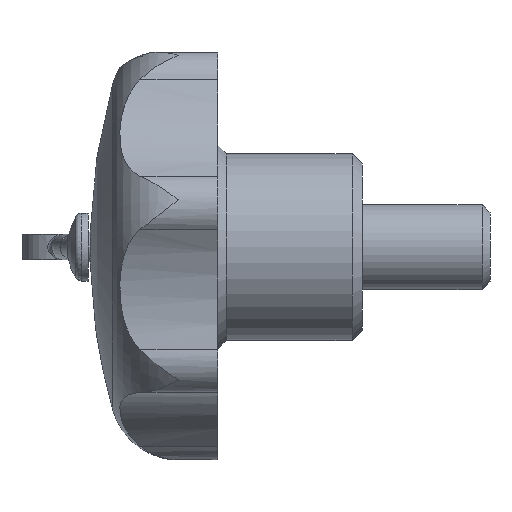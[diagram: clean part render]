
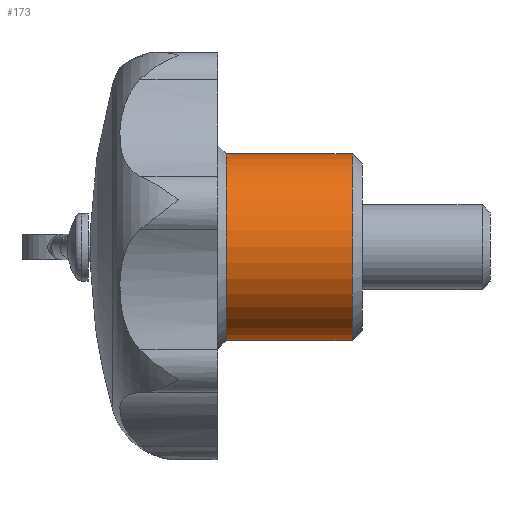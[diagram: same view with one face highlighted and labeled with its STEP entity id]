
A CAD part, left-side view. The second image highlights one B-rep face of the part: STEP entity #173.
In plain terms, the highlighted cylindrical face has radius 11 mm (diameter 22 mm), a full revolution.
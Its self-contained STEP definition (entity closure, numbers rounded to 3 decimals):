
#173 = ADVANCED_FACE( '', ( #365, #366 ), #367, .T. );
#365 = FACE_OUTER_BOUND( '', #563, .T. );
#366 = FACE_OUTER_BOUND( '', #564, .T. );
#367 = CYLINDRICAL_SURFACE( '', #565, 11. );
#563 = EDGE_LOOP( '', ( #1010 ) );
#564 = EDGE_LOOP( '', ( #1011 ) );
#565 = AXIS2_PLACEMENT_3D( '', #1012, #1013, #1014 );
#1010 = ORIENTED_EDGE( '', *, *, #1127, .F. );
#1011 = ORIENTED_EDGE( '', *, *, #1233, .T. );
#1012 = CARTESIAN_POINT( '', ( 0., 0., 0. ) );
#1013 = DIRECTION( '', ( 0., 1., 0. ) );
#1014 = DIRECTION( '', ( 0., 0., -1. ) );
#1127 = EDGE_CURVE( '', #1345, #1345, #1346, .T. );
#1233 = EDGE_CURVE( '', #1507, #1507, #1508, .T. );
#1345 = VERTEX_POINT( '', #1994 );
#1346 = CIRCLE( '', #1995, 11. );
#1507 = VERTEX_POINT( '', #2275 );
#1508 = CIRCLE( '', #2276, 11. );
#1994 = CARTESIAN_POINT( '', ( 0., 1.2, -11. ) );
#1995 = AXIS2_PLACEMENT_3D( '', #2391, #2392, #2393 );
#2275 = CARTESIAN_POINT( '', ( 0., 16., -11. ) );
#2276 = AXIS2_PLACEMENT_3D( '', #2566, #2567, #2568 );
#2391 = CARTESIAN_POINT( '', ( 0., 1.2, 0. ) );
#2392 = DIRECTION( '', ( 0., -1., 0. ) );
#2393 = DIRECTION( '', ( 0., 0., -1. ) );
#2566 = CARTESIAN_POINT( '', ( 0., 16., 0. ) );
#2567 = DIRECTION( '', ( 0., -1., 0. ) );
#2568 = DIRECTION( '', ( 0., 0., -1. ) );
